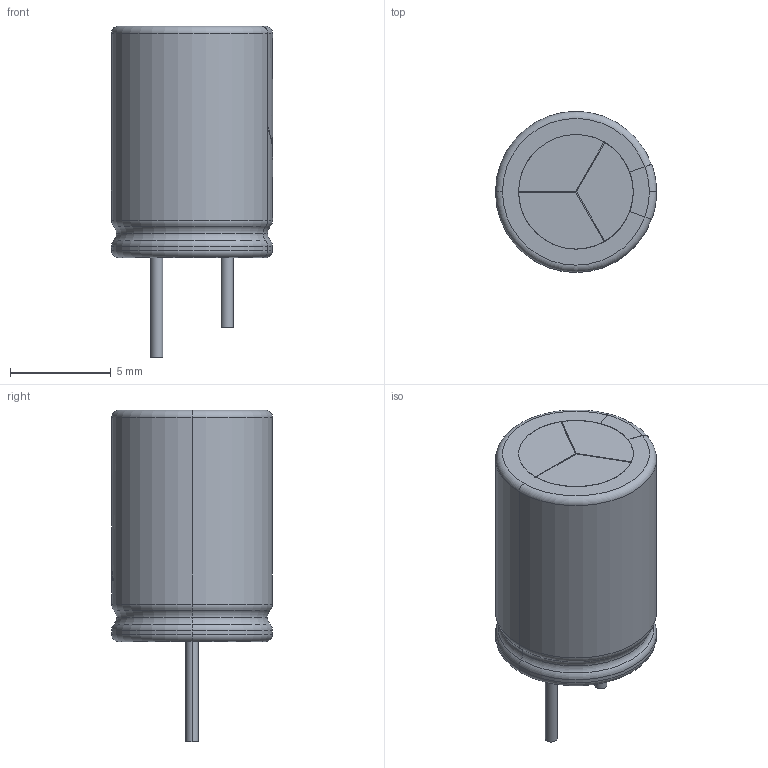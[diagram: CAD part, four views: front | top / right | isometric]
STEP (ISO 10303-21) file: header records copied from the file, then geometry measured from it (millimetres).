
FILE_DESCRIPTION (( 'STEP AP214' ), '1' );
FILE_NAME ('CAP-TH_BD8.0-P3.50-D0.6-FD_1.step', '2022-07-01T07:31:03', ( '' ), ( '' ), 'SwSTEP 2.0', 'SolidWorks 2020', '' );
FILE_SCHEMA (( 'AUTOMOTIVE_DESIGN' ));
Length unit declared in the file: millimetre
Products named in the file (1): CAP-TH_BD8.0-P3.50-D0.6-FD_1
Bounding box: 8.01 x 8 x 16.5 mm (x, y, z)
Volume: 575 mm3; surface area: 401.6 mm2
Topology: 1 solids, 1 shells, 298 faces, 809 edges, 534 vertices
Faces by surface type: plane 129, bspline 98, cylinder 47, torus 24
Entity records: 14515 total; most frequent: CARTESIAN_POINT 4924, ORIENTED_EDGE 1618, DIRECTION 897, EDGE_CURVE 809, VERTEX_POINT 534, EDGE_LOOP 319, AXIS2_PLACEMENT_3D 309, UNCERTAINTY_MEASURE_WITH_UNIT 301
